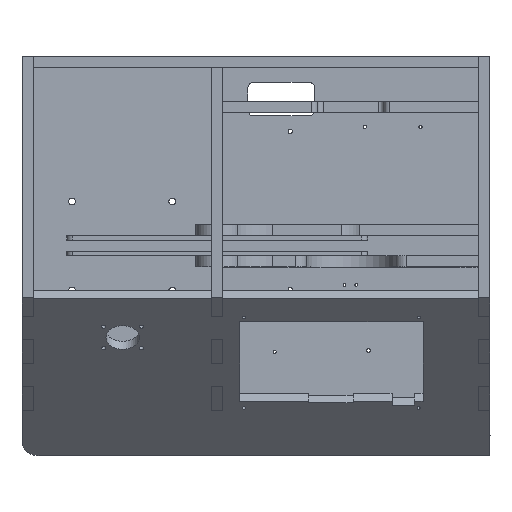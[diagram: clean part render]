
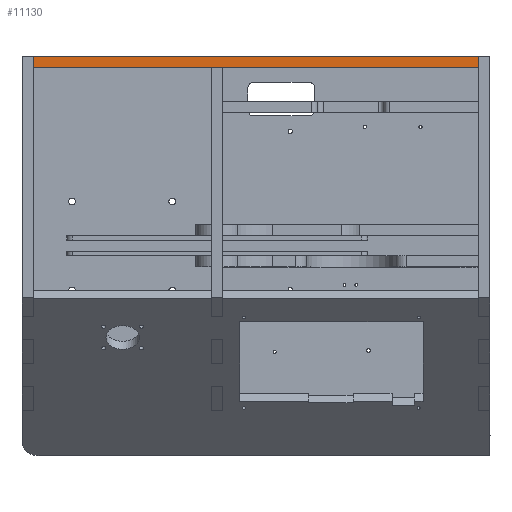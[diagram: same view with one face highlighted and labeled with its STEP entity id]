
A CAD part, top view. The second image highlights one B-rep face of the part: STEP entity #11130.
In plain terms, the highlighted planar face has unit normal (0, 0, 1).
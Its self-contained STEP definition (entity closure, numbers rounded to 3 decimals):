
#10153 = PLANE('',#10154);
#10154 = AXIS2_PLACEMENT_3D('',#10155,#10156,#10157);
#10155 = CARTESIAN_POINT('',(10.,200.,171.654));
#10156 = DIRECTION('',(-1.,0.,0.));
#10157 = DIRECTION('',(0.,0.,-1.));
#10207 = PLANE('',#10208);
#10208 = AXIS2_PLACEMENT_3D('',#10209,#10210,#10211);
#10209 = CARTESIAN_POINT('',(0.,200.,171.654));
#10210 = DIRECTION('',(-1.,0.,0.));
#10211 = DIRECTION('',(0.,0.,-1.));
#11022 = PLANE('',#11023);
#11023 = AXIS2_PLACEMENT_3D('',#11024,#11025,#11026);
#11024 = CARTESIAN_POINT('',(0.,0.,289.9));
#11025 = DIRECTION('',(0.,-1.,0.));
#11026 = DIRECTION('',(0.,0.,1.));
#11060 = VERTEX_POINT('',#11061);
#11061 = CARTESIAN_POINT('',(10.,0.,345.));
#11082 = EDGE_CURVE('',#11083,#11060,#11085,.T.);
#11083 = VERTEX_POINT('',#11084);
#11084 = CARTESIAN_POINT('',(0.,0.,345.));
#11085 = SURFACE_CURVE('',#11086,(#11090,#11097),.PCURVE_S1.);
#11086 = LINE('',#11087,#11088);
#11087 = CARTESIAN_POINT('',(0.,0.,345.));
#11088 = VECTOR('',#11089,1.);
#11089 = DIRECTION('',(1.,0.,0.));
#11090 = PCURVE('',#11022,#11091);
#11091 = DEFINITIONAL_REPRESENTATION('',(#11092),#11096);
#11092 = LINE('',#11093,#11094);
#11093 = CARTESIAN_POINT('',(55.1,-0.));
#11094 = VECTOR('',#11095,1.);
#11095 = DIRECTION('',(0.,-1.));
#11096 = ( GEOMETRIC_REPRESENTATION_CONTEXT(2) 
PARAMETRIC_REPRESENTATION_CONTEXT() REPRESENTATION_CONTEXT('2D SPACE',''
  ) );
#11097 = PCURVE('',#11098,#11103);
#11098 = PLANE('',#11099);
#11099 = AXIS2_PLACEMENT_3D('',#11100,#11101,#11102);
#11100 = CARTESIAN_POINT('',(0.,0.,345.));
#11101 = DIRECTION('',(0.,0.,1.));
#11102 = DIRECTION('',(0.,1.,0.));
#11103 = DEFINITIONAL_REPRESENTATION('',(#11104),#11108);
#11104 = LINE('',#11105,#11106);
#11105 = CARTESIAN_POINT('',(0.,0.));
#11106 = VECTOR('',#11107,1.);
#11107 = DIRECTION('',(0.,-1.));
#11108 = ( GEOMETRIC_REPRESENTATION_CONTEXT(2) 
PARAMETRIC_REPRESENTATION_CONTEXT() REPRESENTATION_CONTEXT('2D SPACE',''
  ) );
#11130 = ADVANCED_FACE('',(#11131),#11098,.T.);
#11131 = FACE_BOUND('',#11132,.T.);
#11132 = EDGE_LOOP('',(#11133,#11134,#11157,#11185));
#11133 = ORIENTED_EDGE('',*,*,#11082,.T.);
#11134 = ORIENTED_EDGE('',*,*,#11135,.T.);
#11135 = EDGE_CURVE('',#11060,#11136,#11138,.T.);
#11136 = VERTEX_POINT('',#11137);
#11137 = CARTESIAN_POINT('',(10.,400.,345.));
#11138 = SURFACE_CURVE('',#11139,(#11143,#11150),.PCURVE_S1.);
#11139 = LINE('',#11140,#11141);
#11140 = CARTESIAN_POINT('',(10.,0.,345.));
#11141 = VECTOR('',#11142,1.);
#11142 = DIRECTION('',(0.,1.,0.));
#11143 = PCURVE('',#11098,#11144);
#11144 = DEFINITIONAL_REPRESENTATION('',(#11145),#11149);
#11145 = LINE('',#11146,#11147);
#11146 = CARTESIAN_POINT('',(0.,-10.));
#11147 = VECTOR('',#11148,1.);
#11148 = DIRECTION('',(1.,0.));
#11149 = ( GEOMETRIC_REPRESENTATION_CONTEXT(2) 
PARAMETRIC_REPRESENTATION_CONTEXT() REPRESENTATION_CONTEXT('2D SPACE',''
  ) );
#11150 = PCURVE('',#10153,#11151);
#11151 = DEFINITIONAL_REPRESENTATION('',(#11152),#11156);
#11152 = LINE('',#11153,#11154);
#11153 = CARTESIAN_POINT('',(-173.346,200.));
#11154 = VECTOR('',#11155,1.);
#11155 = DIRECTION('',(0.,-1.));
#11156 = ( GEOMETRIC_REPRESENTATION_CONTEXT(2) 
PARAMETRIC_REPRESENTATION_CONTEXT() REPRESENTATION_CONTEXT('2D SPACE',''
  ) );
#11157 = ORIENTED_EDGE('',*,*,#11158,.F.);
#11158 = EDGE_CURVE('',#11159,#11136,#11161,.T.);
#11159 = VERTEX_POINT('',#11160);
#11160 = CARTESIAN_POINT('',(0.,400.,345.));
#11161 = SURFACE_CURVE('',#11162,(#11166,#11173),.PCURVE_S1.);
#11162 = LINE('',#11163,#11164);
#11163 = CARTESIAN_POINT('',(0.,400.,345.));
#11164 = VECTOR('',#11165,1.);
#11165 = DIRECTION('',(1.,0.,0.));
#11166 = PCURVE('',#11098,#11167);
#11167 = DEFINITIONAL_REPRESENTATION('',(#11168),#11172);
#11168 = LINE('',#11169,#11170);
#11169 = CARTESIAN_POINT('',(400.,0.));
#11170 = VECTOR('',#11171,1.);
#11171 = DIRECTION('',(0.,-1.));
#11172 = ( GEOMETRIC_REPRESENTATION_CONTEXT(2) 
PARAMETRIC_REPRESENTATION_CONTEXT() REPRESENTATION_CONTEXT('2D SPACE',''
  ) );
#11173 = PCURVE('',#11174,#11179);
#11174 = PLANE('',#11175);
#11175 = AXIS2_PLACEMENT_3D('',#11176,#11177,#11178);
#11176 = CARTESIAN_POINT('',(0.,400.,345.));
#11177 = DIRECTION('',(0.,1.,0.));
#11178 = DIRECTION('',(0.,0.,-1.));
#11179 = DEFINITIONAL_REPRESENTATION('',(#11180),#11184);
#11180 = LINE('',#11181,#11182);
#11181 = CARTESIAN_POINT('',(0.,0.));
#11182 = VECTOR('',#11183,1.);
#11183 = DIRECTION('',(0.,-1.));
#11184 = ( GEOMETRIC_REPRESENTATION_CONTEXT(2) 
PARAMETRIC_REPRESENTATION_CONTEXT() REPRESENTATION_CONTEXT('2D SPACE',''
  ) );
#11185 = ORIENTED_EDGE('',*,*,#11186,.F.);
#11186 = EDGE_CURVE('',#11083,#11159,#11187,.T.);
#11187 = SURFACE_CURVE('',#11188,(#11192,#11199),.PCURVE_S1.);
#11188 = LINE('',#11189,#11190);
#11189 = CARTESIAN_POINT('',(0.,0.,345.));
#11190 = VECTOR('',#11191,1.);
#11191 = DIRECTION('',(0.,1.,0.));
#11192 = PCURVE('',#11098,#11193);
#11193 = DEFINITIONAL_REPRESENTATION('',(#11194),#11198);
#11194 = LINE('',#11195,#11196);
#11195 = CARTESIAN_POINT('',(0.,0.));
#11196 = VECTOR('',#11197,1.);
#11197 = DIRECTION('',(1.,0.));
#11198 = ( GEOMETRIC_REPRESENTATION_CONTEXT(2) 
PARAMETRIC_REPRESENTATION_CONTEXT() REPRESENTATION_CONTEXT('2D SPACE',''
  ) );
#11199 = PCURVE('',#10207,#11200);
#11200 = DEFINITIONAL_REPRESENTATION('',(#11201),#11205);
#11201 = LINE('',#11202,#11203);
#11202 = CARTESIAN_POINT('',(-173.346,200.));
#11203 = VECTOR('',#11204,1.);
#11204 = DIRECTION('',(0.,-1.));
#11205 = ( GEOMETRIC_REPRESENTATION_CONTEXT(2) 
PARAMETRIC_REPRESENTATION_CONTEXT() REPRESENTATION_CONTEXT('2D SPACE',''
  ) );
